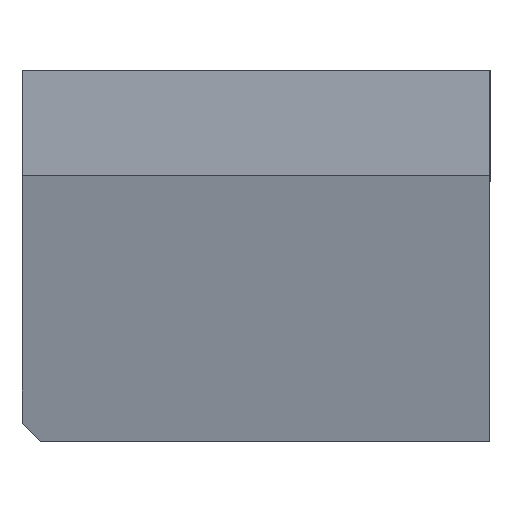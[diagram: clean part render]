
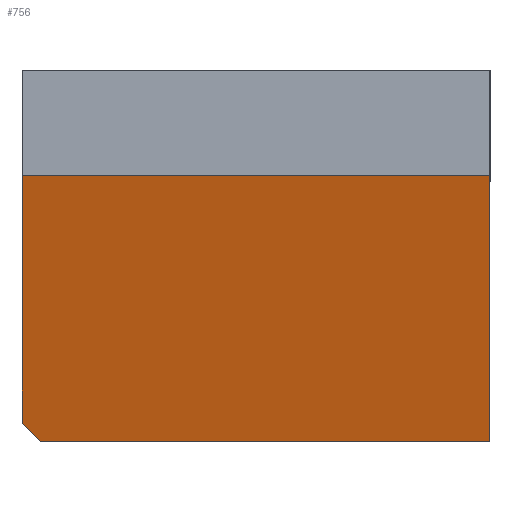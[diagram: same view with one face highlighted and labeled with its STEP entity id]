
A CAD part, left-side view. The second image highlights one B-rep face of the part: STEP entity #756.
In plain terms, the highlighted planar face has unit normal (-0.943, 0.334, 0).
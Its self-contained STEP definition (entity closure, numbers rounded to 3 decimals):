
#756=ADVANCED_FACE('NONE',(#1870),#1871,.F.);
#1870=FACE_OUTER_BOUND('',#3339,.T.);
#1871=PLANE('',#3340);
#3339=EDGE_LOOP('',(#6373,#6374,#6375,#6376,#6377));
#3340=AXIS2_PLACEMENT_3D('',#6378,#6379,#6380);
#6373=ORIENTED_EDGE('',*,*,#10262,.T.);
#6374=ORIENTED_EDGE('',*,*,#10626,.T.);
#6375=ORIENTED_EDGE('',*,*,#10627,.T.);
#6376=ORIENTED_EDGE('',*,*,#10252,.F.);
#6377=ORIENTED_EDGE('',*,*,#10628,.T.);
#6378=CARTESIAN_POINT('',(-8.867,-25.,39.7));
#6379=DIRECTION('',(0.942,-0.334,0.0));
#6380=DIRECTION('',(0.0,0.0,-1.0));
#10252=EDGE_CURVE('NONE',#12913,#12915,#12916,.T.);
#10262=EDGE_CURVE('NONE',#12931,#12929,#12932,.T.);
#10626=EDGE_CURVE('NONE',#12929,#13538,#13539,.T.);
#10627=EDGE_CURVE('NONE',#13538,#12915,#13540,.T.);
#10628=EDGE_CURVE('NONE',#12913,#12931,#13541,.T.);
#12913=VERTEX_POINT('NONE',#16663);
#12915=VERTEX_POINT('NONE',#16666);
#12916=LINE('',#16667,#16668);
#12929=VERTEX_POINT('NONE',#16687);
#12931=VERTEX_POINT('NONE',#16690);
#12932=LINE('',#16691,#16692);
#13538=VERTEX_POINT('NONE',#17660);
#13539=LINE('',#17661,#17662);
#13540=LINE('',#17663,#17664);
#13541=LINE('',#17665,#17666);
#16663=CARTESIAN_POINT('',(-8.867,-25.,28.45));
#16666=CARTESIAN_POINT('',(-8.867,-25.,0.0));
#16667=CARTESIAN_POINT('',(-8.867,-25.,39.7));
#16668=VECTOR('',#19356,1000.0);
#16687=CARTESIAN_POINT('',(8.867,25.,2.0));
#16690=CARTESIAN_POINT('',(8.867,25.,28.45));
#16691=CARTESIAN_POINT('',(8.867,25.,39.7));
#16692=VECTOR('',#19364,1000.0);
#17660=CARTESIAN_POINT('',(8.158,23.,0.0));
#17661=CARTESIAN_POINT('',(8.867,25.,2.0));
#17662=VECTOR('',#19727,1000.0);
#17663=CARTESIAN_POINT('',(-8.867,-25.,0.0));
#17664=VECTOR('',#19728,1000.0);
#17665=CARTESIAN_POINT('',(-8.867,-25.,28.45));
#17666=VECTOR('',#19729,1000.0);
#19356=DIRECTION('',(-0.0,-0.0,-1.0));
#19364=DIRECTION('',(-0.0,-0.0,-1.0));
#19727=DIRECTION('',(-0.243,-0.686,-0.686));
#19728=DIRECTION('',(-0.334,-0.942,-0.0));
#19729=DIRECTION('',(0.334,0.942,0.0));
